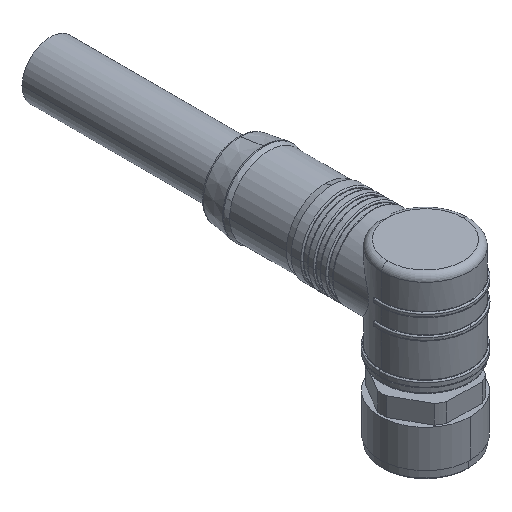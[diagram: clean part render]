
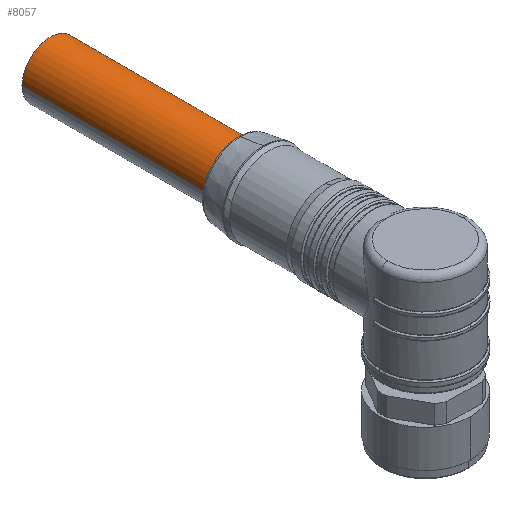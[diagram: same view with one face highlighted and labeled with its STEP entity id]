
A CAD part, isometric view. The second image highlights one B-rep face of the part: STEP entity #8057.
In plain terms, the highlighted cylindrical face has radius 4.5 mm (diameter 9 mm), a partial arc.
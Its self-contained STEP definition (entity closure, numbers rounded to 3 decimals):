
#141 = FACE_OUTER_BOUND ( 'NONE', #11011, .T. ) ;
#316 = EDGE_CURVE ( 'NONE', #12189, #8816, #8167, .T. ) ;
#490 = DIRECTION ( 'NONE',  ( 0., -1., 0. ) ) ;
#987 = CARTESIAN_POINT ( 'NONE',  ( -5.849, -1.021, 69.085 ) ) ;
#1002 = DIRECTION ( 'NONE',  ( 0., 1., 0. ) ) ;
#1051 = CARTESIAN_POINT ( 'NONE',  ( -10.349, -1.021, 69.085 ) ) ;
#1336 = EDGE_CURVE ( 'NONE', #13610, #12189, #13737, .T. ) ;
#1570 = LINE ( 'NONE', #4270, #13873 ) ;
#1726 = AXIS2_PLACEMENT_3D ( 'NONE', #1051, #1002, #2179 ) ;
#2179 = DIRECTION ( 'NONE',  ( -1., 0., 0. ) ) ;
#2366 = DIRECTION ( 'NONE',  ( 0., 1., 0. ) ) ;
#3983 = CARTESIAN_POINT ( 'NONE',  ( -14.849, -1.021, 69.085 ) ) ;
#4270 = CARTESIAN_POINT ( 'NONE',  ( -14.849, -1.021, 69.085 ) ) ;
#5336 = DIRECTION ( 'NONE',  ( 0., 1., 0. ) ) ;
#5680 = CARTESIAN_POINT ( 'NONE',  ( -5.849, -1.021, 69.085 ) ) ;
#6231 = VERTEX_POINT ( 'NONE', #7350 ) ;
#7350 = CARTESIAN_POINT ( 'NONE',  ( -14.849, 28.979, 69.085 ) ) ;
#7427 = CARTESIAN_POINT ( 'NONE',  ( -10.349, 28.979, 69.085 ) ) ;
#8057 = ADVANCED_FACE ( 'NONE', ( #141 ), #14810, .T. ) ;
#8167 = LINE ( 'NONE', #5680, #13198 ) ;
#8280 = DIRECTION ( 'NONE',  ( 0., 1., 0. ) ) ;
#8585 = DIRECTION ( 'NONE',  ( -1., 0., 0. ) ) ;
#8816 = VERTEX_POINT ( 'NONE', #12153 ) ;
#9294 = CARTESIAN_POINT ( 'NONE',  ( -10.349, -1.021, 69.085 ) ) ;
#9939 = AXIS2_PLACEMENT_3D ( 'NONE', #9294, #2366, #10441 ) ;
#10369 = EDGE_CURVE ( 'NONE', #13610, #6231, #1570, .T. ) ;
#10383 = CIRCLE ( 'NONE', #10547, 4.5 ) ;
#10441 = DIRECTION ( 'NONE',  ( 0., 0., -1. ) ) ;
#10547 = AXIS2_PLACEMENT_3D ( 'NONE', #7427, #490, #8585 ) ;
#10588 = EDGE_CURVE ( 'NONE', #8816, #6231, #10383, .T. ) ;
#11011 = EDGE_LOOP ( 'NONE', ( #11014, #13571, #14429, #13125 ) ) ;
#11014 = ORIENTED_EDGE ( 'NONE', *, *, #1336, .T. ) ;
#12153 = CARTESIAN_POINT ( 'NONE',  ( -5.849, 28.979, 69.085 ) ) ;
#12189 = VERTEX_POINT ( 'NONE', #987 ) ;
#13125 = ORIENTED_EDGE ( 'NONE', *, *, #10369, .F. ) ;
#13198 = VECTOR ( 'NONE', #8280, 1000. ) ;
#13571 = ORIENTED_EDGE ( 'NONE', *, *, #316, .T. ) ;
#13610 = VERTEX_POINT ( 'NONE', #3983 ) ;
#13737 = CIRCLE ( 'NONE', #9939, 4.5 ) ;
#13873 = VECTOR ( 'NONE', #5336, 1000. ) ;
#14429 = ORIENTED_EDGE ( 'NONE', *, *, #10588, .T. ) ;
#14810 = CYLINDRICAL_SURFACE ( 'NONE', #1726, 4.5 ) ;
